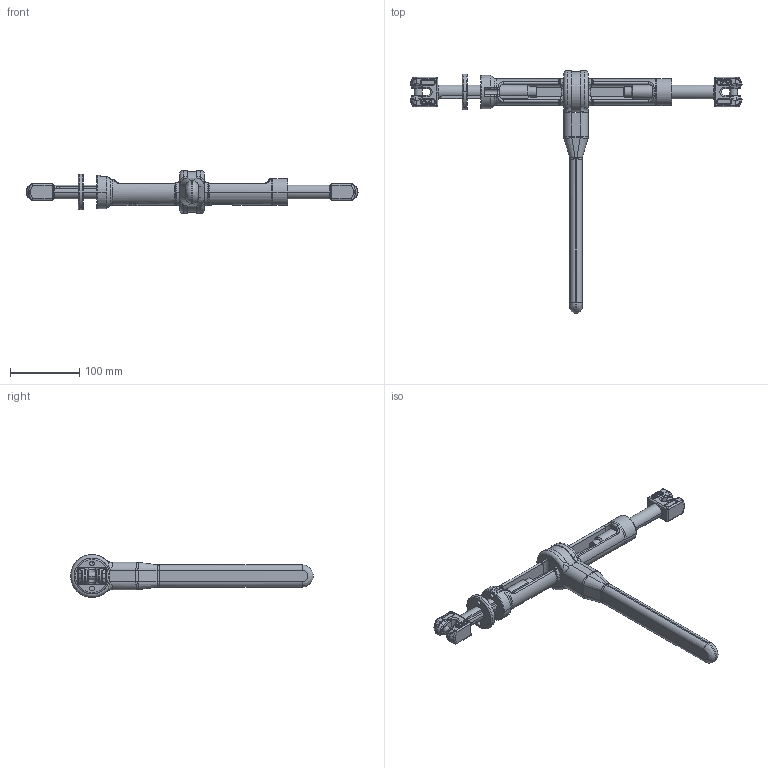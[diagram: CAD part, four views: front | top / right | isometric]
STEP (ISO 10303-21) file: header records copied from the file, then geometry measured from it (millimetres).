
FILE_DESCRIPTION((''),'2;1');
FILE_NAME('001-M34257-P-1_ASM','2013-06-13T',('Andreas.Wendler'),(''),'PRO/ENGINEER BY PARAMETRIC TECHNOLOGY CORPORATION, 2010140','PRO/ENGINEER BY PARAMETRIC TECHNOLOGY CORPORATION, 2010140','');
FILE_SCHEMA(('CONFIG_CONTROL_DESIGN'));
Length unit declared in the file: millimetre
Products named in the file (6): 001-M33792-P-2; 001-M33831-P-2; 001-M34052-P-1; 001-M34052-P-2; 001-M34240-P-3; 001-M34257-P-1_ASM
Assembly tree (5 placements, depth 2):
  001-M34257-P-1_ASM
    001-M33792-P-2
    001-M33831-P-2
    001-M34052-P-1
    001-M34052-P-2
    001-M34240-P-3
Bounding box: 480 x 350.89 x 61.88 mm (x, y, z)
Volume: 588720.1 mm3; surface area: 127698.6 mm2
Topology: 5 solids, 5 shells, 1232 faces, 3222 edges, 2040 vertices
Faces by surface type: plane 759, cylinder 207, bspline 144, torus 81, sphere 22, cone 19
Entity records: 43564 total; most frequent: CARTESIAN_POINT 13881, ORIENTED_EDGE 6444, DIRECTION 5723, EDGE_CURVE 3222, VECTOR 2275, LINE 2275, VERTEX_POINT 2040, AXIS2_PLACEMENT_3D 1724
